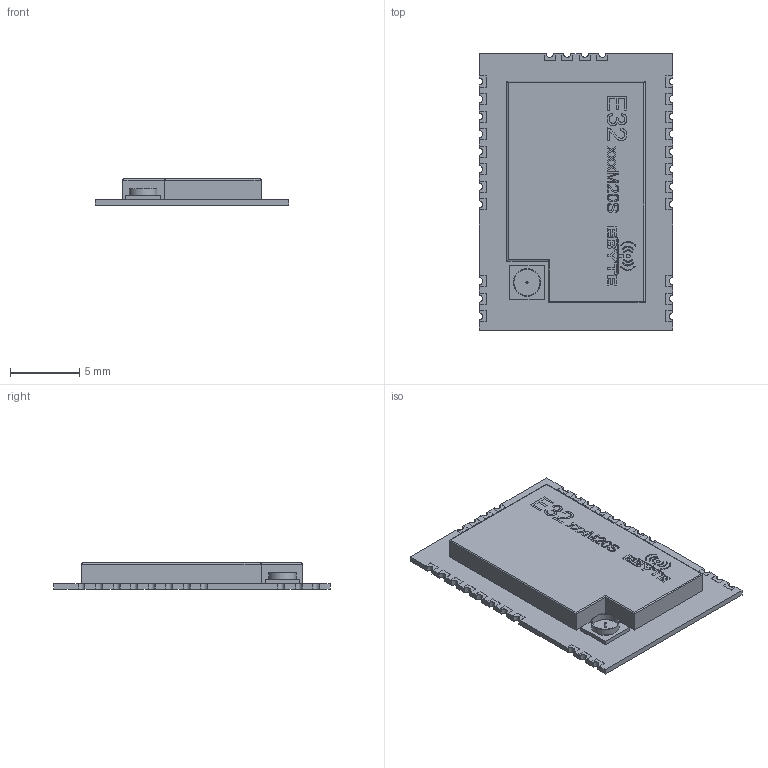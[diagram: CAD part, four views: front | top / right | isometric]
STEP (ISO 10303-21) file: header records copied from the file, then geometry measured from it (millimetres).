
FILE_DESCRIPTION(('FreeCAD Model'),'2;1');
FILE_NAME('Open CASCADE Shape Model','2022-02-20T01:00:58',('Author'),( ''),'Open CASCADE STEP processor 7.5','FreeCAD','Unknown');
FILE_SCHEMA(('AUTOMOTIVE_DESIGN_CC2 { 1 2 10303 214 -1 1 5 4 }'));
Length unit declared in the file: millimetre
Products named in the file (5): E_Byte_E32_xxxM20S; Text-Model; Antenna-Pin; E-Byte-Logo; Solder-Pads
Assembly tree (4 placements, depth 2):
  E_Byte_E32_xxxM20S
    Text-Model
    Antenna-Pin
    E-Byte-Logo
    Solder-Pads
Bounding box: 14 x 20 x 1.91 mm (x, y, z)
Volume: 339.5 mm3; surface area: 990.2 mm2
Topology: 17 solids, 17 shells, 687 faces, 1807 edges, 1168 vertices
Faces by surface type: plane 321, extrusion 305, cylinder 61
Full cylindrical faces by diameter (mm): 0.15 x1, 1.9 x1, 2 x1
Entity records: 25574 total; most frequent: CARTESIAN_POINT 7705, ORIENTED_EDGE 3614, DIRECTION 2366, EDGE_CURVE 1807, VECTOR 1412, VERTEX_POINT 1168, LINE 1107, B_SPLINE_CURVE_WITH_KNOTS 915
